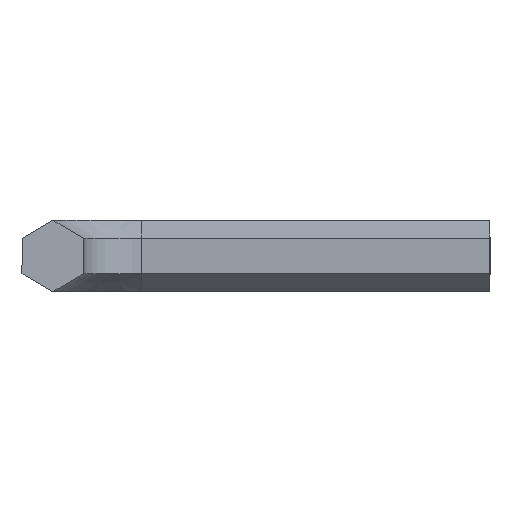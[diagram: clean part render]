
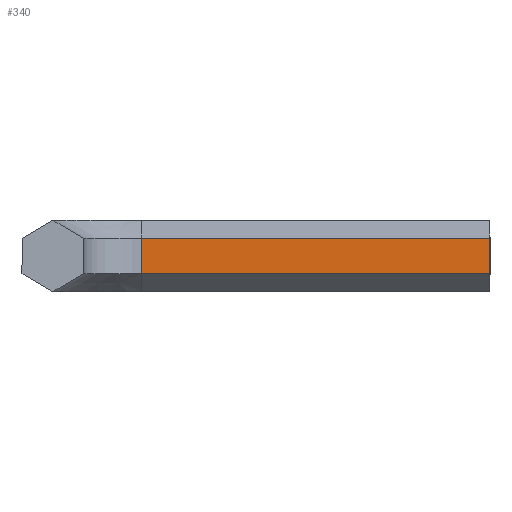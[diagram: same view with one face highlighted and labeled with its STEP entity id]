
A CAD part, front view. The second image highlights one B-rep face of the part: STEP entity #340.
In plain terms, the highlighted planar face has unit normal (0, -1, 0).
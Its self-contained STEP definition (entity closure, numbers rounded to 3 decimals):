
#1 = EDGE_CURVE ( 'NONE', #225, #307, #405, .T. ) ;
#12 = DIRECTION ( 'NONE',  ( 0., 0., -1. ) ) ;
#24 = DIRECTION ( 'NONE',  ( 1., 0., 0. ) ) ;
#40 = ORIENTED_EDGE ( 'NONE', *, *, #518, .T. ) ;
#43 = CARTESIAN_POINT ( 'NONE',  ( 19.616, 89.831, 0.799 ) ) ;
#62 = LINE ( 'NONE', #515, #186 ) ;
#63 = DIRECTION ( 'NONE',  ( 0., -1., 0. ) ) ;
#68 = EDGE_LOOP ( 'NONE', ( #134, #40, #543, #137 ) ) ;
#79 = LINE ( 'NONE', #316, #419 ) ;
#108 = VERTEX_POINT ( 'NONE', #43 ) ;
#113 = PLANE ( 'NONE',  #268 ) ;
#120 = VECTOR ( 'NONE', #234, 1000. ) ;
#134 = ORIENTED_EDGE ( 'NONE', *, *, #1, .T. ) ;
#137 = ORIENTED_EDGE ( 'NONE', *, *, #472, .F. ) ;
#150 = CARTESIAN_POINT ( 'NONE',  ( 4., 89.831, -0.799 ) ) ;
#186 = VECTOR ( 'NONE', #448, 1000. ) ;
#225 = VERTEX_POINT ( 'NONE', #343 ) ;
#233 = CARTESIAN_POINT ( 'NONE',  ( 19.616, 89.831, -0.799 ) ) ;
#234 = DIRECTION ( 'NONE',  ( 0., 0., -1. ) ) ;
#268 = AXIS2_PLACEMENT_3D ( 'NONE', #275, #63, #12 ) ;
#275 = CARTESIAN_POINT ( 'NONE',  ( 4., 89.831, 0.799 ) ) ;
#307 = VERTEX_POINT ( 'NONE', #150 ) ;
#316 = CARTESIAN_POINT ( 'NONE',  ( 19.616, 89.831, 0.799 ) ) ;
#323 = VERTEX_POINT ( 'NONE', #233 ) ;
#335 = FACE_OUTER_BOUND ( 'NONE', #68, .T. ) ;
#340 = ADVANCED_FACE ( 'NONE', ( #335 ), #113, .T. ) ;
#343 = CARTESIAN_POINT ( 'NONE',  ( 4., 89.831, 0.799 ) ) ;
#353 = VECTOR ( 'NONE', #24, 1000. ) ;
#401 = CARTESIAN_POINT ( 'NONE',  ( 4., 89.831, -0.799 ) ) ;
#405 = LINE ( 'NONE', #495, #120 ) ;
#419 = VECTOR ( 'NONE', #484, 1000. ) ;
#448 = DIRECTION ( 'NONE',  ( 1., 0., 0. ) ) ;
#472 = EDGE_CURVE ( 'NONE', #225, #108, #62, .T. ) ;
#483 = EDGE_CURVE ( 'NONE', #108, #323, #79, .T. ) ;
#484 = DIRECTION ( 'NONE',  ( 0., 0., -1. ) ) ;
#495 = CARTESIAN_POINT ( 'NONE',  ( 4., 89.831, 0.799 ) ) ;
#515 = CARTESIAN_POINT ( 'NONE',  ( 4., 89.831, 0.799 ) ) ;
#518 = EDGE_CURVE ( 'NONE', #307, #323, #526, .T. ) ;
#526 = LINE ( 'NONE', #401, #353 ) ;
#543 = ORIENTED_EDGE ( 'NONE', *, *, #483, .F. ) ;
